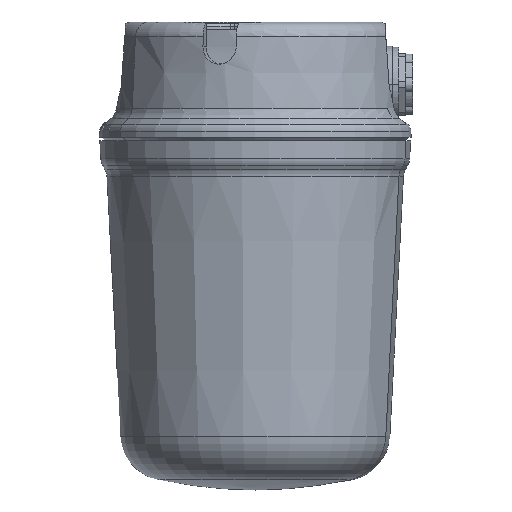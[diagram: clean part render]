
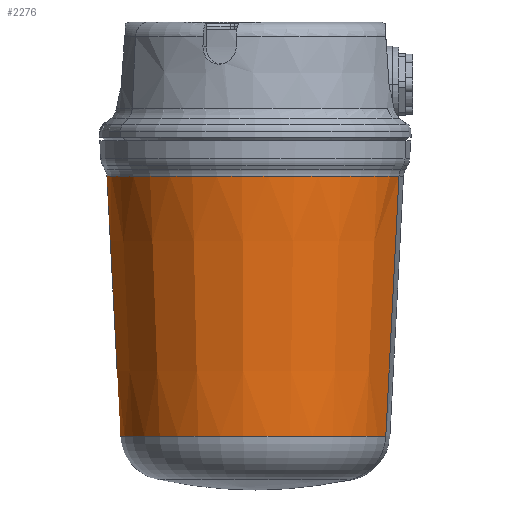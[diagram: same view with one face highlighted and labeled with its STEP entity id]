
A CAD part, left-side view. The second image highlights one B-rep face of the part: STEP entity #2276.
In plain terms, the highlighted conical face has half-angle 3 degrees and reference radius 47.76 mm.
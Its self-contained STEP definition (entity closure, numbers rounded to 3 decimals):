
#348 = ORIENTED_EDGE ( 'NONE', *, *, #8941, .T. ) ;
#751 = VECTOR ( 'NONE', #9219, 1000. ) ;
#1925 = CARTESIAN_POINT ( 'NONE',  ( -47.76, -1.756, 0. ) ) ;
#2276 = ADVANCED_FACE ( 'NONE', ( #6819 ), #9848, .T. ) ;
#2318 = ORIENTED_EDGE ( 'NONE', *, *, #5393, .T. ) ;
#2333 = VERTEX_POINT ( 'NONE', #3474 ) ;
#2355 = AXIS2_PLACEMENT_3D ( 'NONE', #7186, #3417, #11081 ) ;
#2942 = VERTEX_POINT ( 'NONE', #11641 ) ;
#2994 = VERTEX_POINT ( 'NONE', #11756 ) ;
#3180 = CARTESIAN_POINT ( 'NONE',  ( 0., 82.775, 0. ) ) ;
#3258 = DIRECTION ( 'NONE',  ( -0.052, -0.999, 0. ) ) ;
#3417 = DIRECTION ( 'NONE',  ( 0., -1., 0. ) ) ;
#3474 = CARTESIAN_POINT ( 'NONE',  ( -43.33, 82.775, 0. ) ) ;
#3488 = DIRECTION ( 'NONE',  ( 0., 1., 0. ) ) ;
#4459 = DIRECTION ( 'NONE',  ( 1., 0., 0. ) ) ;
#5393 = EDGE_CURVE ( 'NONE', #8294, #2994, #6559, .T. ) ;
#6211 = EDGE_CURVE ( 'NONE', #2942, #2333, #10586, .T. ) ;
#6559 = CIRCLE ( 'NONE', #14546, 47.698 ) ;
#6658 = ORIENTED_EDGE ( 'NONE', *, *, #6211, .T. ) ;
#6819 = FACE_OUTER_BOUND ( 'NONE', #7921, .T. ) ;
#7186 = CARTESIAN_POINT ( 'NONE',  ( 0., -1.756, 0. ) ) ;
#7917 = CARTESIAN_POINT ( 'NONE',  ( 47.76, -1.756, 0. ) ) ;
#7921 = EDGE_LOOP ( 'NONE', ( #6658, #348, #2318, #9892 ) ) ;
#8294 = VERTEX_POINT ( 'NONE', #14656 ) ;
#8586 = VECTOR ( 'NONE', #3258, 1000. ) ;
#8941 = EDGE_CURVE ( 'NONE', #2333, #8294, #12370, .T. ) ;
#9219 = DIRECTION ( 'NONE',  ( 0.052, -0.999, 0. ) ) ;
#9848 = CONICAL_SURFACE ( 'NONE', #2355, 47.76, 0.052 ) ;
#9892 = ORIENTED_EDGE ( 'NONE', *, *, #16409, .F. ) ;
#10586 = CIRCLE ( 'NONE', #13920, 43.33 ) ;
#10972 = LINE ( 'NONE', #7917, #751 ) ;
#11081 = DIRECTION ( 'NONE',  ( 1., 0., 0. ) ) ;
#11155 = CARTESIAN_POINT ( 'NONE',  ( 0., -0.558, 0. ) ) ;
#11641 = CARTESIAN_POINT ( 'NONE',  ( 43.33, 82.775, 0. ) ) ;
#11756 = CARTESIAN_POINT ( 'NONE',  ( 47.698, -0.558, 0. ) ) ;
#12128 = DIRECTION ( 'NONE',  ( 0., -1., 0. ) ) ;
#12370 = LINE ( 'NONE', #1925, #8586 ) ;
#12411 = DIRECTION ( 'NONE',  ( 1., 0., 0. ) ) ;
#13920 = AXIS2_PLACEMENT_3D ( 'NONE', #3180, #12128, #4459 ) ;
#14546 = AXIS2_PLACEMENT_3D ( 'NONE', #11155, #3488, #12411 ) ;
#14656 = CARTESIAN_POINT ( 'NONE',  ( -47.698, -0.558, 0. ) ) ;
#16409 = EDGE_CURVE ( 'NONE', #2942, #2994, #10972, .T. ) ;
